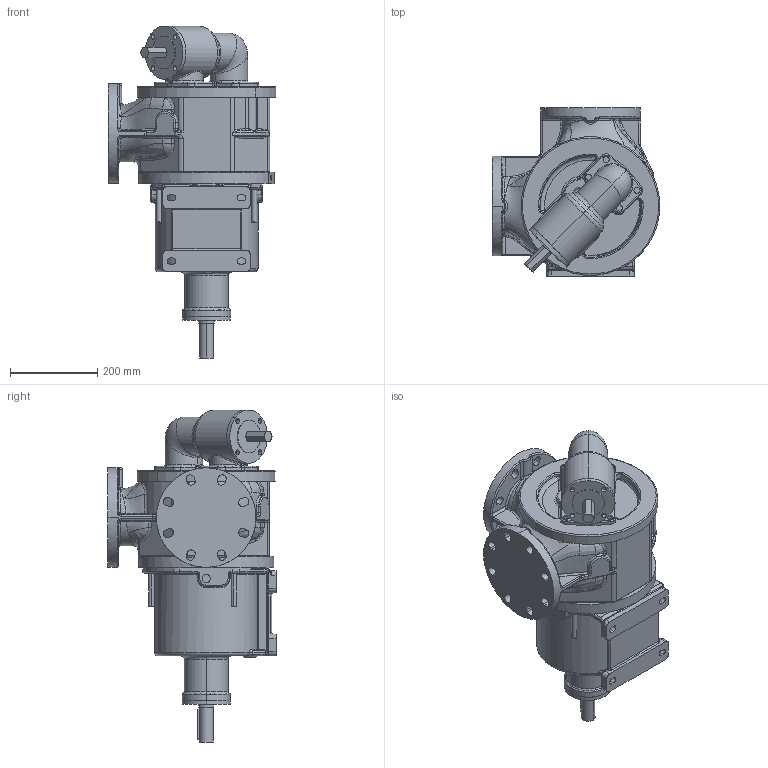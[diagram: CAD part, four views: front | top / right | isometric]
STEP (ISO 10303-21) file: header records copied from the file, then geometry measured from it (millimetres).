
FILE_DESCRIPTION((''),'2;1');
FILE_NAME('R105_M_Y','2019-06-20T14:22:18',('Nicola'),(''),'CREO PARAMETRIC BY PTC INC, 2017110','CREO PARAMETRIC BY PTC INC, 2017110','');
FILE_SCHEMA(('CONFIG_CONTROL_DESIGN'));
Products named in the file (1): R105_M_Y
Bounding box: 383.39 x 385 x 760.27 mm (x, y, z)
Volume: 33410610.9 mm3; surface area: 1044021.8 mm2
Topology: 2 solids, 2 shells, 985 faces, 2366 edges, 1407 vertices
Faces by surface type: cylinder 367, bspline 219, plane 210, torus 143, cone 28, sphere 18
Entity records: 90828 total; most frequent: CARTESIAN_POINT 68963, ORIENTED_EDGE 4720, DIRECTION 4453, EDGE_CURVE 2360, AXIS2_PLACEMENT_3D 1841, VERTEX_POINT 1407, CIRCLE 1075, EDGE_LOOP 1069
